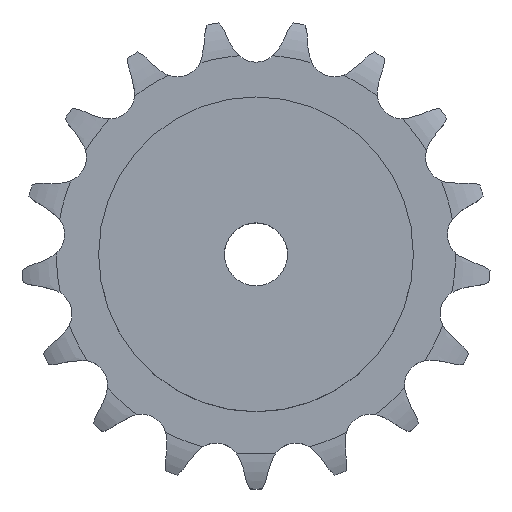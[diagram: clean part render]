
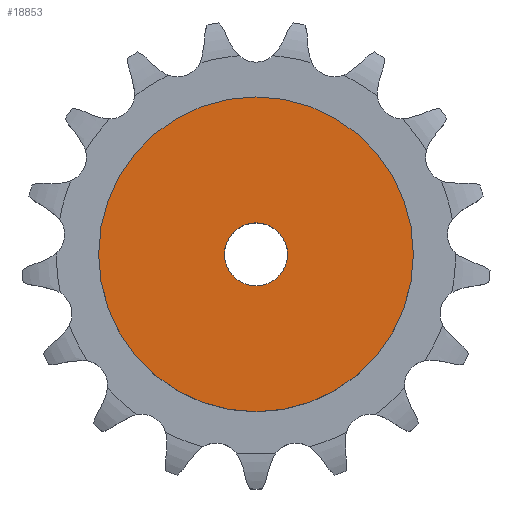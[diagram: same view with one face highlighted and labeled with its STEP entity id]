
A CAD part, top view. The second image highlights one B-rep face of the part: STEP entity #18853.
In plain terms, the highlighted planar face has unit normal (0, 0, 1).
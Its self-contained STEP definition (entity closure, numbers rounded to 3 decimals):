
#2637 = CYLINDRICAL_SURFACE('',#2638,50.);
#2638 = AXIS2_PLACEMENT_3D('',#2639,#2640,#2641);
#2639 = CARTESIAN_POINT('',(0.,0.,0.));
#2640 = DIRECTION('',(-0.,-0.,-1.));
#2641 = DIRECTION('',(1.,0.,0.));
#12088 = VERTEX_POINT('',#12089);
#12089 = CARTESIAN_POINT('',(50.,0.,45.));
#12110 = EDGE_CURVE('',#12088,#12088,#12111,.T.);
#12111 = SURFACE_CURVE('',#12112,(#12117,#12124),.PCURVE_S1.);
#12112 = CIRCLE('',#12113,50.);
#12113 = AXIS2_PLACEMENT_3D('',#12114,#12115,#12116);
#12114 = CARTESIAN_POINT('',(0.,0.,45.));
#12115 = DIRECTION('',(0.,0.,1.));
#12116 = DIRECTION('',(1.,0.,0.));
#12117 = PCURVE('',#2637,#12118);
#12118 = DEFINITIONAL_REPRESENTATION('',(#12119),#12123);
#12119 = LINE('',#12120,#12121);
#12120 = CARTESIAN_POINT('',(-0.,-45.));
#12121 = VECTOR('',#12122,1.);
#12122 = DIRECTION('',(-1.,0.));
#12123 = ( GEOMETRIC_REPRESENTATION_CONTEXT(2) 
PARAMETRIC_REPRESENTATION_CONTEXT() REPRESENTATION_CONTEXT('2D SPACE',''
  ) );
#12124 = PCURVE('',#12125,#12130);
#12125 = PLANE('',#12126);
#12126 = AXIS2_PLACEMENT_3D('',#12127,#12128,#12129);
#12127 = CARTESIAN_POINT('',(0.,0.,45.)
  );
#12128 = DIRECTION('',(0.,0.,1.));
#12129 = DIRECTION('',(1.,0.,0.));
#12130 = DEFINITIONAL_REPRESENTATION('',(#12131),#12135);
#12131 = CIRCLE('',#12132,50.);
#12132 = AXIS2_PLACEMENT_2D('',#12133,#12134);
#12133 = CARTESIAN_POINT('',(0.,0.));
#12134 = DIRECTION('',(1.,0.));
#12135 = ( GEOMETRIC_REPRESENTATION_CONTEXT(2) 
PARAMETRIC_REPRESENTATION_CONTEXT() REPRESENTATION_CONTEXT('2D SPACE',''
  ) );
#16138 = CYLINDRICAL_SURFACE('',#16139,10.);
#16139 = AXIS2_PLACEMENT_3D('',#16140,#16141,#16142);
#16140 = CARTESIAN_POINT('',(0.,0.,239.086));
#16141 = DIRECTION('',(0.,0.,1.));
#16142 = DIRECTION('',(1.,0.,0.));
#18853 = ADVANCED_FACE('',(#18854,#18857),#12125,.T.);
#18854 = FACE_BOUND('',#18855,.T.);
#18855 = EDGE_LOOP('',(#18856));
#18856 = ORIENTED_EDGE('',*,*,#12110,.T.);
#18857 = FACE_BOUND('',#18858,.T.);
#18858 = EDGE_LOOP('',(#18859));
#18859 = ORIENTED_EDGE('',*,*,#18860,.F.);
#18860 = EDGE_CURVE('',#18861,#18861,#18863,.T.);
#18861 = VERTEX_POINT('',#18862);
#18862 = CARTESIAN_POINT('',(10.,0.,45.));
#18863 = SURFACE_CURVE('',#18864,(#18869,#18876),.PCURVE_S1.);
#18864 = CIRCLE('',#18865,10.);
#18865 = AXIS2_PLACEMENT_3D('',#18866,#18867,#18868);
#18866 = CARTESIAN_POINT('',(0.,0.,45.));
#18867 = DIRECTION('',(0.,0.,1.));
#18868 = DIRECTION('',(1.,0.,0.));
#18869 = PCURVE('',#12125,#18870);
#18870 = DEFINITIONAL_REPRESENTATION('',(#18871),#18875);
#18871 = CIRCLE('',#18872,10.);
#18872 = AXIS2_PLACEMENT_2D('',#18873,#18874);
#18873 = CARTESIAN_POINT('',(0.,0.));
#18874 = DIRECTION('',(1.,0.));
#18875 = ( GEOMETRIC_REPRESENTATION_CONTEXT(2) 
PARAMETRIC_REPRESENTATION_CONTEXT() REPRESENTATION_CONTEXT('2D SPACE',''
  ) );
#18876 = PCURVE('',#16138,#18877);
#18877 = DEFINITIONAL_REPRESENTATION('',(#18878),#18882);
#18878 = LINE('',#18879,#18880);
#18879 = CARTESIAN_POINT('',(0.,-194.086));
#18880 = VECTOR('',#18881,1.);
#18881 = DIRECTION('',(1.,0.));
#18882 = ( GEOMETRIC_REPRESENTATION_CONTEXT(2) 
PARAMETRIC_REPRESENTATION_CONTEXT() REPRESENTATION_CONTEXT('2D SPACE',''
  ) );
